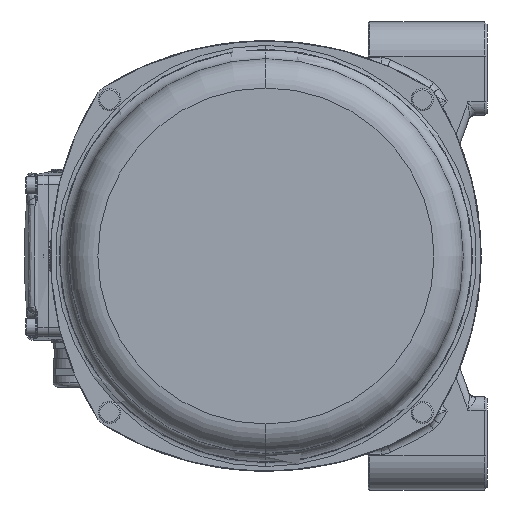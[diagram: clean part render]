
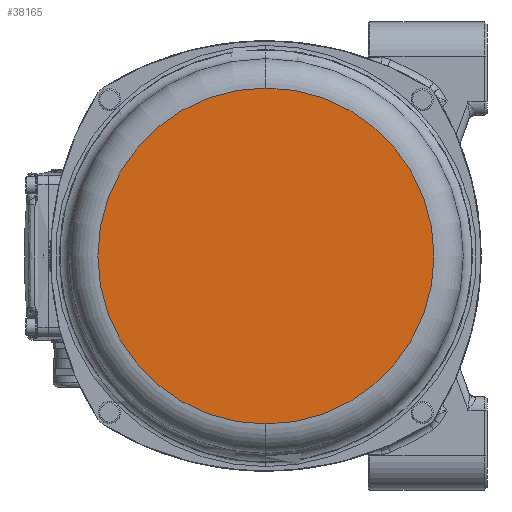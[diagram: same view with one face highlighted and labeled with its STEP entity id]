
A CAD part, left-side view. The second image highlights one B-rep face of the part: STEP entity #38165.
In plain terms, the highlighted planar face has unit normal (-1, 0, 0).
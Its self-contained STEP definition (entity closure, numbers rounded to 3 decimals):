
#6309 = EDGE_CURVE ( 'NONE', #82445, #97703, #41436, .T. ) ;
#16849 = CARTESIAN_POINT ( 'NONE',  ( -261.5, 0., -98.75 ) ) ;
#26291 = AXIS2_PLACEMENT_3D ( 'NONE', #51067, #102019, #59799 ) ;
#38165 = ADVANCED_FACE ( 'NONE', ( #109525 ), #39393, .T. ) ;
#39393 = PLANE ( 'NONE',  #73059 ) ;
#41436 = CIRCLE ( 'NONE', #26291, 98.75 ) ;
#51067 = CARTESIAN_POINT ( 'NONE',  ( -261.5, 0., 0. ) ) ;
#51891 = CARTESIAN_POINT ( 'NONE',  ( -261.5, 0., 0. ) ) ;
#53837 = EDGE_LOOP ( 'NONE', ( #54890, #99538 ) ) ;
#54890 = ORIENTED_EDGE ( 'NONE', *, *, #6309, .F. ) ;
#59799 = DIRECTION ( 'NONE',  ( 0., 0., -1. ) ) ;
#60621 = EDGE_CURVE ( 'NONE', #97703, #82445, #93115, .T. ) ;
#67869 = AXIS2_PLACEMENT_3D ( 'NONE', #51891, #83093, #104182 ) ;
#71423 = DIRECTION ( 'NONE',  ( 0., 1., 0. ) ) ;
#73059 = AXIS2_PLACEMENT_3D ( 'NONE', #123680, #92097, #71423 ) ;
#82445 = VERTEX_POINT ( 'NONE', #16849 ) ;
#83093 = DIRECTION ( 'NONE',  ( 1., 0., 0. ) ) ;
#92097 = DIRECTION ( 'NONE',  ( -1., 0., 0. ) ) ;
#93115 = CIRCLE ( 'NONE', #67869, 98.75 ) ;
#97508 = CARTESIAN_POINT ( 'NONE',  ( -261.5, 0., 98.75 ) ) ;
#97703 = VERTEX_POINT ( 'NONE', #97508 ) ;
#99538 = ORIENTED_EDGE ( 'NONE', *, *, #60621, .F. ) ;
#102019 = DIRECTION ( 'NONE',  ( 1., 0., 0. ) ) ;
#104182 = DIRECTION ( 'NONE',  ( 0., 0., -1. ) ) ;
#109525 = FACE_OUTER_BOUND ( 'NONE', #53837, .T. ) ;
#123680 = CARTESIAN_POINT ( 'NONE',  ( -261.5, -99.935, 99.935 ) ) ;
